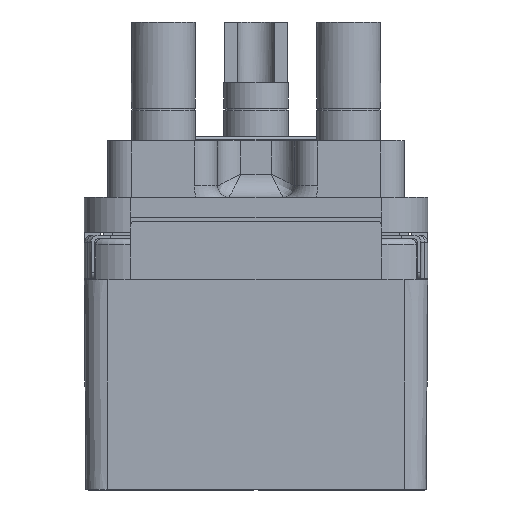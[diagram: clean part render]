
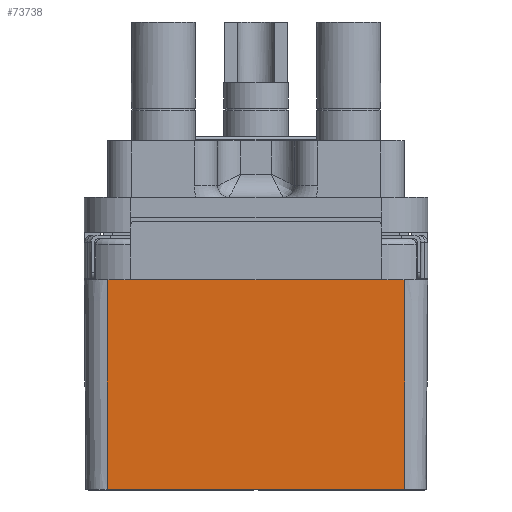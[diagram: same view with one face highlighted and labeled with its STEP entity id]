
A CAD part, left-side view. The second image highlights one B-rep face of the part: STEP entity #73738.
In plain terms, the highlighted planar face has unit normal (-1, 0, -0.009).
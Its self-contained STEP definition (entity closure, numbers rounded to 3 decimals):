
#1969=DIRECTION('',(0.,-1.,0.));
#1970=VECTOR('',#1969,25.5);
#1971=CARTESIAN_POINT('',(-19.5,12.75,-7.05));
#1972=LINE('',#1971,#1970);
#2040=DIRECTION('',(0.009,0.,-1.));
#2041=VECTOR('',#2040,18.001);
#2042=CARTESIAN_POINT('',(-19.5,-12.75,-7.05));
#2043=LINE('',#2042,#2041);
#2068=DIRECTION('',(0.009,0.,-1.));
#2069=VECTOR('',#2068,18.001);
#2070=CARTESIAN_POINT('',(-19.5,12.75,-7.05));
#2071=LINE('',#2070,#2069);
#2077=DIRECTION('',(0.,-1.,0.));
#2078=VECTOR('',#2077,25.5);
#2079=CARTESIAN_POINT('',(-19.343,12.75,-25.05));
#2080=LINE('',#2079,#2078);
#62103=CARTESIAN_POINT('',(-19.343,12.75,-25.05));
#62105=VERTEX_POINT('',#62103);
#62106=CARTESIAN_POINT('',(-19.343,-12.75,-25.05));
#62107=VERTEX_POINT('',#62106);
#62119=CARTESIAN_POINT('',(-19.5,12.75,-7.05));
#62121=VERTEX_POINT('',#62119);
#62122=CARTESIAN_POINT('',(-19.5,-12.75,-7.05));
#62123=VERTEX_POINT('',#62122);
#73726=CARTESIAN_POINT('',(-19.5,12.75,-7.05));
#73727=DIRECTION('',(-1.,0.,-0.009));
#73728=DIRECTION('',(0.,-1.,0.));
#73729=AXIS2_PLACEMENT_3D('',#73726,#73727,#73728);
#73730=PLANE('',#73729);
#73731=ORIENTED_EDGE('',*,*,#73594,.T.);
#73732=ORIENTED_EDGE('',*,*,#73636,.T.);
#73734=ORIENTED_EDGE('',*,*,#73733,.F.);
#73735=ORIENTED_EDGE('',*,*,#73719,.F.);
#73736=EDGE_LOOP('',(#73731,#73732,#73734,#73735));
#73737=FACE_OUTER_BOUND('',#73736,.F.);
#73738=ADVANCED_FACE('',(#73737),#73730,.T.);
#73594=EDGE_CURVE('',#62121,#62123,#1972,.T.);
#73636=EDGE_CURVE('',#62123,#62107,#2043,.T.);
#73719=EDGE_CURVE('',#62121,#62105,#2071,.T.);
#73733=EDGE_CURVE('',#62105,#62107,#2080,.T.);
